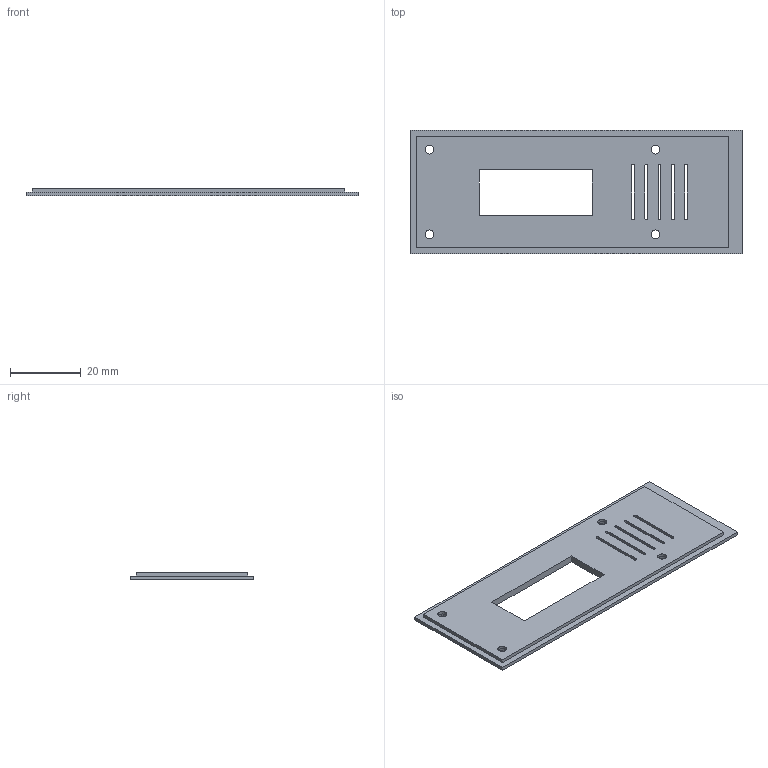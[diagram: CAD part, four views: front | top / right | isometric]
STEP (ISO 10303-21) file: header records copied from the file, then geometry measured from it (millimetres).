
FILE_DESCRIPTION(('FreeCAD Model'),'2;1');
FILE_NAME('Open CASCADE Shape Model','2026-03-21T22:57:46',(''),(''), 'Open CASCADE STEP processor 7.8','FreeCAD','Unknown');
FILE_SCHEMA(('AUTOMOTIVE_DESIGN { 1 0 10303 214 1 1 1 1 }'));
Length unit declared in the file: millimetre
Products named in the file (1): Cap
Bounding box: 94 x 35 x 2 mm (x, y, z)
Volume: 5056.7 mm3; surface area: 6672.7 mm2
Topology: 1 solids, 1 shells, 47 faces, 120 edges, 80 vertices
Faces by surface type: plane 29, cylinder 18
Full cylindrical faces by diameter (mm): 2.5 x4, 4 x4
Entity records: 1492 total; most frequent: DIRECTION 252, CARTESIAN_POINT 248, ORIENTED_EDGE 240, EDGE_CURVE 120, AXIS2_PLACEMENT_3D 84, LINE 84, VECTOR 84, VERTEX_POINT 80
